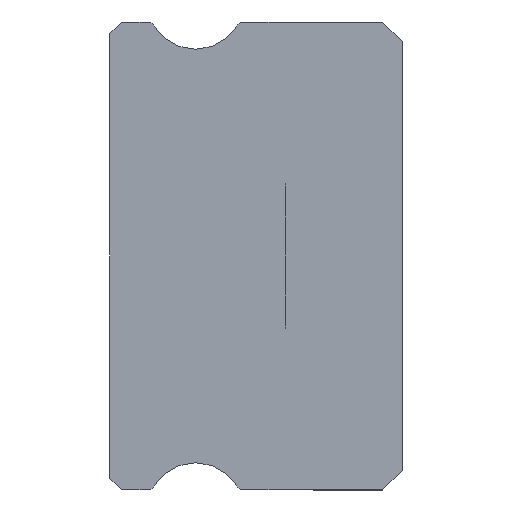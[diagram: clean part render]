
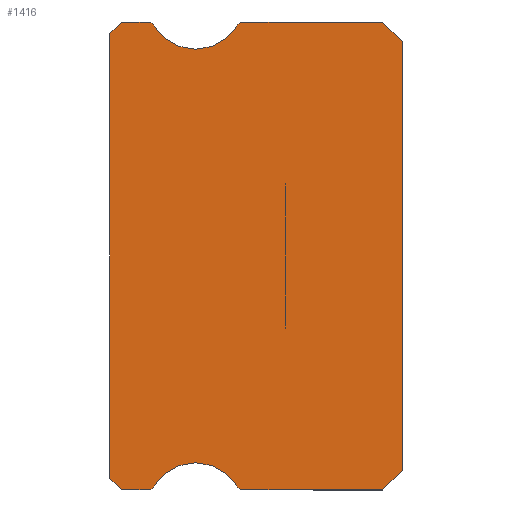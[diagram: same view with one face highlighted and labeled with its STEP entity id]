
A CAD part, left-side view. The second image highlights one B-rep face of the part: STEP entity #1416.
In plain terms, the highlighted planar face has unit normal (-1, 0, 0).
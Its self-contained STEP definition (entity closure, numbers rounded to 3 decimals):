
#13 = CARTESIAN_POINT ( 'NONE',  ( -7.5, 6.512, -6. ) ) ;
#107 = AXIS2_PLACEMENT_3D ( 'NONE', #8324, #5772, #6478 ) ;
#178 = VECTOR ( 'NONE', #8249, 1000. ) ;
#194 = AXIS2_PLACEMENT_3D ( 'NONE', #670, #3217, #8615 ) ;
#244 = VECTOR ( 'NONE', #731, 1000. ) ;
#300 = CARTESIAN_POINT ( 'NONE',  ( -7.5, 7.2, 6. ) ) ;
#354 = VECTOR ( 'NONE', #5515, 1000. ) ;
#389 = ORIENTED_EDGE ( 'NONE', *, *, #6826, .T. ) ;
#609 = EDGE_LOOP ( 'NONE', ( #8555, #7147, #2812, #7686, #2030, #3864, #8662, #5453, #1052, #389, #8069, #7264, #1598, #1555, #6396, #5234, #3383 ) ) ;
#669 = DIRECTION ( 'NONE',  ( 0., 0., -1. ) ) ;
#670 = CARTESIAN_POINT ( 'NONE',  ( -7.5, 5.3, 6.55 ) ) ;
#706 = VERTEX_POINT ( 'NONE', #2833 ) ;
#731 = DIRECTION ( 'NONE',  ( 0., 0., 1. ) ) ;
#765 = CARTESIAN_POINT ( 'NONE',  ( -7.5, 7.2, 6. ) ) ;
#817 = VECTOR ( 'NONE', #1401, 1000. ) ;
#833 = CARTESIAN_POINT ( 'NONE',  ( -7.5, 0., -5.5 ) ) ;
#834 = EDGE_CURVE ( 'NONE', #2236, #7481, #8565, .T. ) ;
#845 = CARTESIAN_POINT ( 'NONE',  ( -7.5, 7.2, -6. ) ) ;
#866 = CARTESIAN_POINT ( 'NONE',  ( -7.5, 6.512, 6. ) ) ;
#991 = EDGE_CURVE ( 'NONE', #7949, #2711, #7157, .T. ) ;
#993 = VERTEX_POINT ( 'NONE', #5134 ) ;
#1052 = ORIENTED_EDGE ( 'NONE', *, *, #6591, .F. ) ;
#1135 = VERTEX_POINT ( 'NONE', #13 ) ;
#1204 = LINE ( 'NONE', #4524, #5518 ) ;
#1228 = LINE ( 'NONE', #7798, #8168 ) ;
#1258 = DIRECTION ( 'NONE',  ( 1., 0., 0. ) ) ;
#1269 = DIRECTION ( 'NONE',  ( 0., -1., 0. ) ) ;
#1383 = CIRCLE ( 'NONE', #5711, 1.25 ) ;
#1384 = LINE ( 'NONE', #6772, #244 ) ;
#1401 = DIRECTION ( 'NONE',  ( 0., 0.707, -0.707 ) ) ;
#1416 = ADVANCED_FACE ( 'NONE', ( #8651 ), #5374, .F. ) ;
#1426 = DIRECTION ( 'NONE',  ( 0., 0.707, -0.707 ) ) ;
#1506 = AXIS2_PLACEMENT_3D ( 'NONE', #4588, #1258, #3229 ) ;
#1555 = ORIENTED_EDGE ( 'NONE', *, *, #4404, .F. ) ;
#1558 = DIRECTION ( 'NONE',  ( 0., 0., -1. ) ) ;
#1598 = ORIENTED_EDGE ( 'NONE', *, *, #7247, .F. ) ;
#1648 = VERTEX_POINT ( 'NONE', #4472 ) ;
#1690 = DIRECTION ( 'NONE',  ( 0., 0., -1. ) ) ;
#1741 = DIRECTION ( 'NONE',  ( 0., 0., -1. ) ) ;
#1783 = DIRECTION ( 'NONE',  ( -1., 0., 0. ) ) ;
#1794 = DIRECTION ( 'NONE',  ( 0., -1., 0. ) ) ;
#1883 = CARTESIAN_POINT ( 'NONE',  ( -7.5, 5.3, -6.55 ) ) ;
#1993 = VERTEX_POINT ( 'NONE', #7434 ) ;
#2030 = ORIENTED_EDGE ( 'NONE', *, *, #8180, .F. ) ;
#2050 = EDGE_CURVE ( 'NONE', #8114, #7191, #7557, .T. ) ;
#2211 = CARTESIAN_POINT ( 'NONE',  ( -7.5, 4.217, 5.925 ) ) ;
#2236 = VERTEX_POINT ( 'NONE', #7032 ) ;
#2399 = VERTEX_POINT ( 'NONE', #8100 ) ;
#2467 = VERTEX_POINT ( 'NONE', #2211 ) ;
#2521 = CARTESIAN_POINT ( 'NONE',  ( -7.5, 4.088, -6. ) ) ;
#2638 = CARTESIAN_POINT ( 'NONE',  ( -7.5, 6.512, 5.85 ) ) ;
#2711 = VERTEX_POINT ( 'NONE', #2521 ) ;
#2737 = CARTESIAN_POINT ( 'NONE',  ( -7.5, 0.5, -6. ) ) ;
#2748 = DIRECTION ( 'NONE',  ( 0., -0.707, -0.707 ) ) ;
#2812 = ORIENTED_EDGE ( 'NONE', *, *, #834, .T. ) ;
#2833 = CARTESIAN_POINT ( 'NONE',  ( -7.5, 0., -5.5 ) ) ;
#2837 = EDGE_CURVE ( 'NONE', #5491, #8114, #4984, .T. ) ;
#3078 = EDGE_CURVE ( 'NONE', #7481, #1135, #1228, .T. ) ;
#3217 = DIRECTION ( 'NONE',  ( -1., 0., 0. ) ) ;
#3229 = DIRECTION ( 'NONE',  ( 0., 0., -1. ) ) ;
#3330 = DIRECTION ( 'NONE',  ( 0., 0., -1. ) ) ;
#3370 = DIRECTION ( 'NONE',  ( 1., 0., 0. ) ) ;
#3383 = ORIENTED_EDGE ( 'NONE', *, *, #2837, .T. ) ;
#3407 = EDGE_CURVE ( 'NONE', #7509, #993, #8177, .T. ) ;
#3619 = CARTESIAN_POINT ( 'NONE',  ( -7.5, 7.5, 5.7 ) ) ;
#3852 = CARTESIAN_POINT ( 'NONE',  ( -7.5, 7.2, -6. ) ) ;
#3864 = ORIENTED_EDGE ( 'NONE', *, *, #5969, .F. ) ;
#3905 = EDGE_CURVE ( 'NONE', #2236, #7191, #1204, .T. ) ;
#3988 = DIRECTION ( 'NONE',  ( 1., 0., 0. ) ) ;
#3997 = CARTESIAN_POINT ( 'NONE',  ( -7.5, 6.512, -5.85 ) ) ;
#4155 = CARTESIAN_POINT ( 'NONE',  ( -7.5, 4.088, 6. ) ) ;
#4369 = CARTESIAN_POINT ( 'NONE',  ( -7.5, 4.088, 5.85 ) ) ;
#4404 = EDGE_CURVE ( 'NONE', #993, #2467, #6927, .T. ) ;
#4459 = CIRCLE ( 'NONE', #8668, 0.15 ) ;
#4472 = CARTESIAN_POINT ( 'NONE',  ( -7.5, 4.217, -5.925 ) ) ;
#4524 = CARTESIAN_POINT ( 'NONE',  ( -7.5, 7.5, 5.85 ) ) ;
#4534 = EDGE_CURVE ( 'NONE', #6415, #2399, #6134, .T. ) ;
#4588 = CARTESIAN_POINT ( 'NONE',  ( -7.5, 4.088, -5.85 ) ) ;
#4621 = CARTESIAN_POINT ( 'NONE',  ( -7.5, 5.3, 6.55 ) ) ;
#4921 = EDGE_CURVE ( 'NONE', #6622, #6415, #7714, .T. ) ;
#4984 = LINE ( 'NONE', #300, #178 ) ;
#5008 = AXIS2_PLACEMENT_3D ( 'NONE', #3997, #3370, #669 ) ;
#5022 = DIRECTION ( 'NONE',  ( 1., 0., 0. ) ) ;
#5134 = CARTESIAN_POINT ( 'NONE',  ( -7.5, 5.3, 5.3 ) ) ;
#5234 = ORIENTED_EDGE ( 'NONE', *, *, #7276, .F. ) ;
#5374 = PLANE ( 'NONE',  #8463 ) ;
#5379 = LINE ( 'NONE', #833, #817 ) ;
#5453 = ORIENTED_EDGE ( 'NONE', *, *, #991, .F. ) ;
#5491 = VERTEX_POINT ( 'NONE', #866 ) ;
#5515 = DIRECTION ( 'NONE',  ( 0., -0.707, -0.707 ) ) ;
#5518 = VECTOR ( 'NONE', #7240, 1000. ) ;
#5705 = CARTESIAN_POINT ( 'NONE',  ( -7.5, 6.512, -6. ) ) ;
#5711 = AXIS2_PLACEMENT_3D ( 'NONE', #1883, #1783, #1690 ) ;
#5772 = DIRECTION ( 'NONE',  ( 1., 0., 0. ) ) ;
#5952 = VECTOR ( 'NONE', #2748, 1000. ) ;
#5969 = EDGE_CURVE ( 'NONE', #1648, #1993, #1383, .T. ) ;
#6134 = LINE ( 'NONE', #8251, #354 ) ;
#6396 = ORIENTED_EDGE ( 'NONE', *, *, #3407, .F. ) ;
#6415 = VERTEX_POINT ( 'NONE', #7151 ) ;
#6478 = DIRECTION ( 'NONE',  ( 0., 0., -1. ) ) ;
#6533 = CARTESIAN_POINT ( 'NONE',  ( -7.5, 6.512, 6. ) ) ;
#6591 = EDGE_CURVE ( 'NONE', #706, #7949, #5379, .T. ) ;
#6622 = VERTEX_POINT ( 'NONE', #4155 ) ;
#6772 = CARTESIAN_POINT ( 'NONE',  ( -7.5, 0., 5.5 ) ) ;
#6792 = AXIS2_PLACEMENT_3D ( 'NONE', #4621, #8613, #3330 ) ;
#6826 = EDGE_CURVE ( 'NONE', #706, #2399, #1384, .T. ) ;
#6927 = CIRCLE ( 'NONE', #6792, 1.25 ) ;
#6951 = CARTESIAN_POINT ( 'NONE',  ( -7.5, 7.5, 5.7 ) ) ;
#6970 = CIRCLE ( 'NONE', #5008, 0.15 ) ;
#7032 = CARTESIAN_POINT ( 'NONE',  ( -7.5, 7.5, -5.7 ) ) ;
#7107 = CIRCLE ( 'NONE', #1506, 0.15 ) ;
#7147 = ORIENTED_EDGE ( 'NONE', *, *, #3905, .F. ) ;
#7151 = CARTESIAN_POINT ( 'NONE',  ( -7.5, 0.5, 6. ) ) ;
#7157 = LINE ( 'NONE', #5705, #7323 ) ;
#7181 = VECTOR ( 'NONE', #1426, 1000. ) ;
#7191 = VERTEX_POINT ( 'NONE', #3619 ) ;
#7240 = DIRECTION ( 'NONE',  ( 0., 0., 1. ) ) ;
#7247 = EDGE_CURVE ( 'NONE', #2467, #6622, #4459, .T. ) ;
#7264 = ORIENTED_EDGE ( 'NONE', *, *, #4921, .F. ) ;
#7276 = EDGE_CURVE ( 'NONE', #5491, #7509, #7828, .T. ) ;
#7323 = VECTOR ( 'NONE', #7779, 1000. ) ;
#7434 = CARTESIAN_POINT ( 'NONE',  ( -7.5, 6.383, -5.925 ) ) ;
#7481 = VERTEX_POINT ( 'NONE', #845 ) ;
#7509 = VERTEX_POINT ( 'NONE', #8261 ) ;
#7557 = LINE ( 'NONE', #6951, #7181 ) ;
#7686 = ORIENTED_EDGE ( 'NONE', *, *, #3078, .T. ) ;
#7714 = LINE ( 'NONE', #6533, #8359 ) ;
#7779 = DIRECTION ( 'NONE',  ( 0., 1., 0. ) ) ;
#7798 = CARTESIAN_POINT ( 'NONE',  ( -7.5, 6.512, -6. ) ) ;
#7828 = CIRCLE ( 'NONE', #107, 0.15 ) ;
#7916 = EDGE_CURVE ( 'NONE', #2711, #1648, #7107, .T. ) ;
#7949 = VERTEX_POINT ( 'NONE', #2737 ) ;
#8069 = ORIENTED_EDGE ( 'NONE', *, *, #4534, .F. ) ;
#8100 = CARTESIAN_POINT ( 'NONE',  ( -7.5, 0., 5.5 ) ) ;
#8114 = VERTEX_POINT ( 'NONE', #765 ) ;
#8168 = VECTOR ( 'NONE', #1269, 1000. ) ;
#8177 = CIRCLE ( 'NONE', #194, 1.25 ) ;
#8180 = EDGE_CURVE ( 'NONE', #1993, #1135, #6970, .T. ) ;
#8249 = DIRECTION ( 'NONE',  ( 0., 1., 0. ) ) ;
#8251 = CARTESIAN_POINT ( 'NONE',  ( -7.5, 0.5, 6. ) ) ;
#8261 = CARTESIAN_POINT ( 'NONE',  ( -7.5, 6.383, 5.925 ) ) ;
#8324 = CARTESIAN_POINT ( 'NONE',  ( -7.5, 6.512, 5.85 ) ) ;
#8359 = VECTOR ( 'NONE', #1794, 1000. ) ;
#8463 = AXIS2_PLACEMENT_3D ( 'NONE', #2638, #3988, #1558 ) ;
#8555 = ORIENTED_EDGE ( 'NONE', *, *, #2050, .T. ) ;
#8565 = LINE ( 'NONE', #3852, #5952 ) ;
#8613 = DIRECTION ( 'NONE',  ( -1., 0., 0. ) ) ;
#8615 = DIRECTION ( 'NONE',  ( 0., 0., -1. ) ) ;
#8651 = FACE_OUTER_BOUND ( 'NONE', #609, .T. ) ;
#8662 = ORIENTED_EDGE ( 'NONE', *, *, #7916, .F. ) ;
#8668 = AXIS2_PLACEMENT_3D ( 'NONE', #4369, #5022, #1741 ) ;
